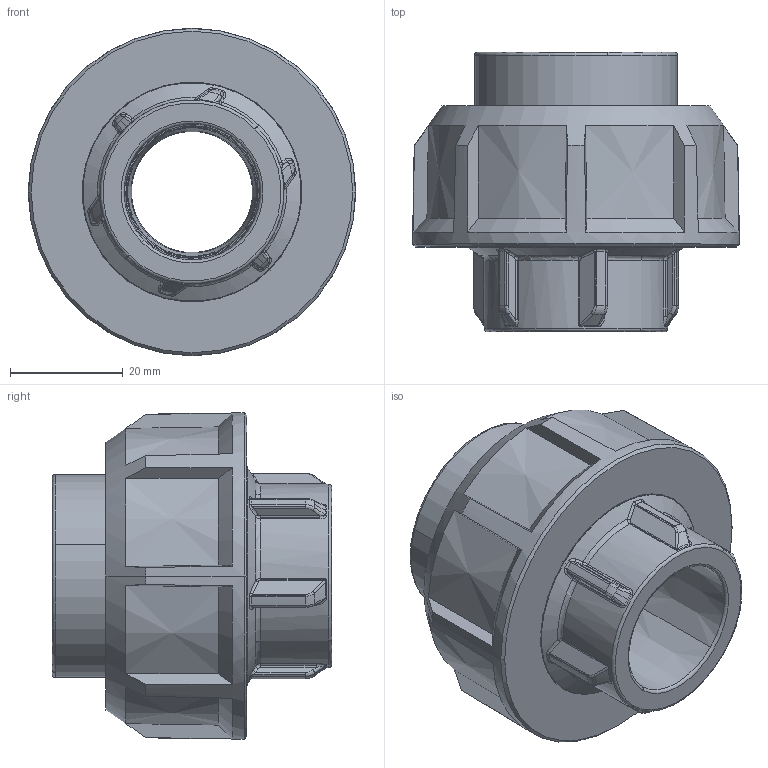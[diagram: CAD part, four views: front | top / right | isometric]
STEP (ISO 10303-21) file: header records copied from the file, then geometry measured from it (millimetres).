
FILE_DESCRIPTION(('STEP AP214'),'1');
FILE_NAME('bigm025f.stp','2018-02-12T13:56:13',('TraceParts'),('TraceParts S.A.'),'Spatial InterOp 3D',' ',' ');
FILE_SCHEMA(('automotive_design'));
Length unit declared in the file: millimetre
Products named in the file (3): bigm025f_1; bigm025f_2; bigm025f_3
Bounding box: 57.98 x 49.5 x 57.98 mm (x, y, z)
Volume: 59584.6 mm3; surface area: 23737.9 mm2
Topology: 3 solids, 3 shells, 288 faces, 724 edges, 448 vertices
Faces by surface type: cylinder 77, bspline 72, torus 54, cone 44, plane 41
Entity records: 12814 total; most frequent: CARTESIAN_POINT 3911, ORIENTED_EDGE 1448, DIRECTION 1318, EDGE_CURVE 724, AXIS2_PLACEMENT_3D 599, VERTEX_POINT 448, CIRCLE 380, EDGE_LOOP 300
